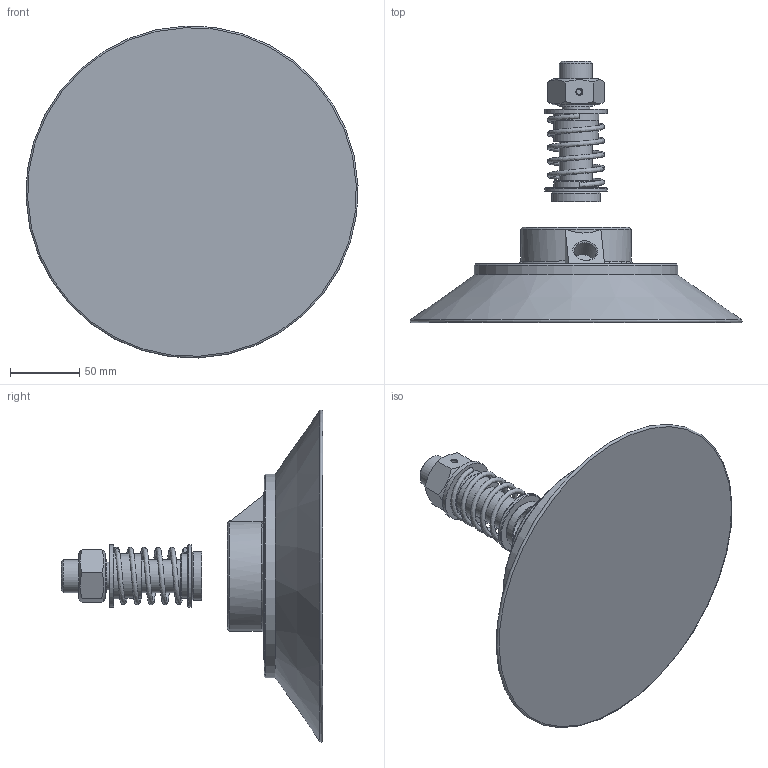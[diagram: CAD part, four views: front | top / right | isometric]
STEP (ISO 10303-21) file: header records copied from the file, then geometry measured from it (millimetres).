
FILE_DESCRIPTION(/* description */ (''),/* implementation_level */ '2;1');
FILE_NAME(/* name */ 'vdlcm30240sb.stp',/* time_stamp */ '2020-11-19T09:05:47+01:00',/* author */ ('enginyeria'),/* organization */ (''),/* preprocessor_version */ 'ST-DEVELOPER v17.2',/* originating_system */ 'Autodesk Inventor 2019',/* authorisation */ '');
FILE_SCHEMA (('CONFIG_CONTROL_DESIGN'));
Length unit declared in the file: millimetre
Products named in the file (1): Pieza20
Bounding box: 239.81 x 189 x 239.81 mm (x, y, z)
Volume: 1437914.9 mm3; surface area: 137553.1 mm2
Topology: 3 solids, 3 shells, 67 faces, 158 edges, 114 vertices
Faces by surface type: plane 32, cylinder 18, cone 14, torus 2, bspline 1
Full cylindrical faces by diameter (mm): 4.134 x1, 16 x1, 20 x1, 24 x3, 25 x2, 32 x2, 33 x1, 35.5 x1, 45 x2, 63 x1, 80 x1, 121 x1, 147 x1
Entity records: 4544 total; most frequent: CARTESIAN_POINT 2765, DIRECTION 375, ORIENTED_EDGE 316, AXIS2_PLACEMENT_3D 165, EDGE_CURVE 158, VERTEX_POINT 114, CIRCLE 97, EDGE_LOOP 86
